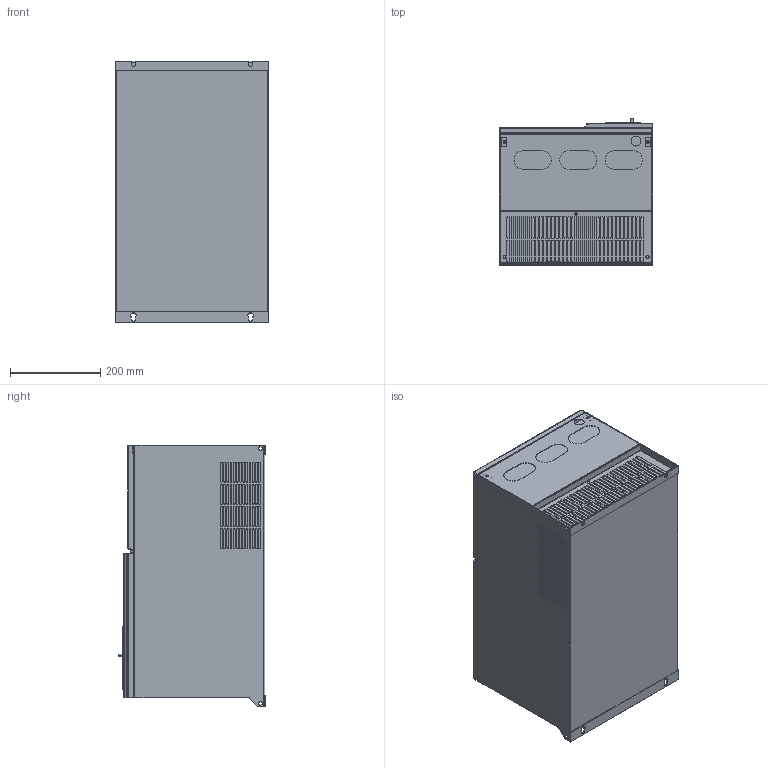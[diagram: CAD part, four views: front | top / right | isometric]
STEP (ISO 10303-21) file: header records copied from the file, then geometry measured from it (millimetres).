
FILE_DESCRIPTION (( 'STEP AP214' ), '1' );
FILE_NAME ('CNT-A310D33V110-132TE.STEP', '2026-02-26T09:59:04', ( '' ), ( '' ), 'SwSTEP 2.0', 'SolidWorks 2022', '' );
FILE_SCHEMA (( 'AUTOMOTIVE_DESIGN' ));
Length unit declared in the file: millimetre
Products named in the file (1): CNT-A310D33V110-132TE
Bounding box: 340 x 327 x 580 mm (x, y, z)
Volume: 56339584 mm3; surface area: 1384932.2 mm2
Topology: 7 solids, 13 shells, 2042 faces, 5359 edges, 3501 vertices
Faces by surface type: plane 1313, cylinder 706, bspline 13, sphere 8, torus 2
Entity records: 63964 total; most frequent: CARTESIAN_POINT 12058, DIRECTION 10841, ORIENTED_EDGE 10702, EDGE_CURVE 5351, LINE 3847, VECTOR 3847, VERTEX_POINT 3501, AXIS2_PLACEMENT_3D 3497
